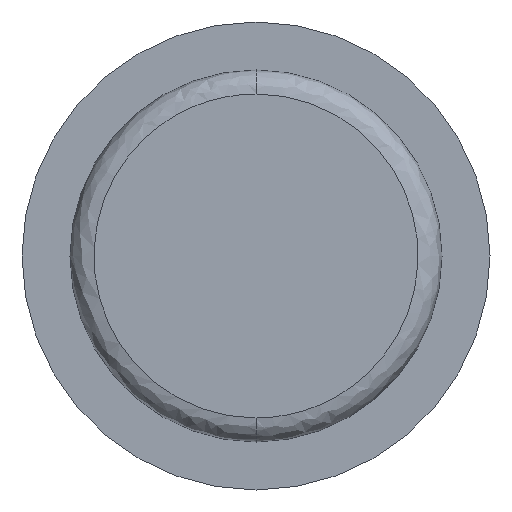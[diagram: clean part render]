
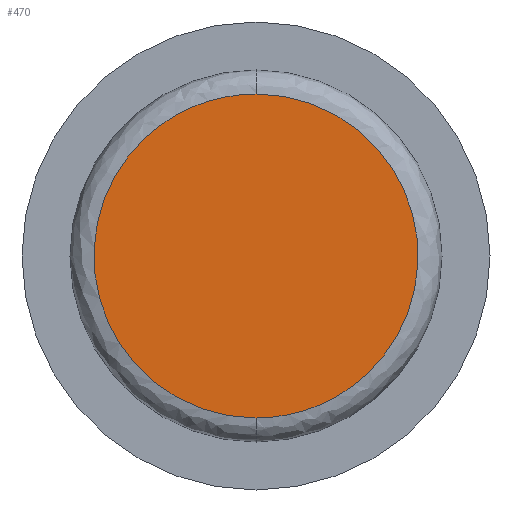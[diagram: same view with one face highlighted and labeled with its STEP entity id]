
A CAD part, front view. The second image highlights one B-rep face of the part: STEP entity #470.
In plain terms, the highlighted planar face has unit normal (0, -1, 0).
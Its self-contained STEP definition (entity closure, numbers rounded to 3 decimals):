
#12 = CARTESIAN_POINT ( 'NONE',  ( 0., -2., 13.5 ) ) ;
#19 = DIRECTION ( 'NONE',  ( 0., 0., -1. ) ) ;
#24 = FACE_OUTER_BOUND ( 'NONE', #98, .T. ) ;
#38 = CARTESIAN_POINT ( 'NONE',  ( 0., -2., 13.5 ) ) ;
#98 = EDGE_LOOP ( 'NONE', ( #134, #594 ) ) ;
#110 = VERTEX_POINT ( 'NONE', #490 ) ;
#134 = ORIENTED_EDGE ( 'NONE', *, *, #346, .F. ) ;
#141 = CARTESIAN_POINT ( 'NONE',  ( 0., -2., 13.5 ) ) ;
#181 = CARTESIAN_POINT ( 'NONE',  ( 27., -2., 13.5 ) ) ;
#197 =( BOUNDED_CURVE ( )  B_SPLINE_CURVE ( 3, ( #38, #181, #277, #471 ),
 .UNSPECIFIED., .F., .T. ) 
 B_SPLINE_CURVE_WITH_KNOTS ( ( 4, 4 ),
 ( 0., 0.5 ),
 .UNSPECIFIED. ) 
 CURVE ( )  GEOMETRIC_REPRESENTATION_ITEM ( )  RATIONAL_B_SPLINE_CURVE ( ( 1., 0.333, 0.333, 1. ) ) 
 REPRESENTATION_ITEM ( '' )  );
#238 = CARTESIAN_POINT ( 'NONE',  ( -27., -2., -13.5 ) ) ;
#277 = CARTESIAN_POINT ( 'NONE',  ( 27., -2., -13.5 ) ) ;
#338 = CARTESIAN_POINT ( 'NONE',  ( 0., -2., 6.75 ) ) ;
#346 = EDGE_CURVE ( 'NONE', #505, #110, #197, .T. ) ;
#365 = AXIS2_PLACEMENT_3D ( 'NONE', #338, #538, #19 ) ;
#415 = EDGE_CURVE ( 'NONE', #110, #505, #550, .T. ) ;
#430 = PLANE ( 'NONE',  #365 ) ;
#470 = ADVANCED_FACE ( 'NONE', ( #24 ), #430, .T. ) ;
#471 = CARTESIAN_POINT ( 'NONE',  ( 0., -2., -13.5 ) ) ;
#490 = CARTESIAN_POINT ( 'NONE',  ( 0., -2., -13.5 ) ) ;
#505 = VERTEX_POINT ( 'NONE', #12 ) ;
#527 = CARTESIAN_POINT ( 'NONE',  ( -27., -2., 13.5 ) ) ;
#538 = DIRECTION ( 'NONE',  ( 0., -1., 0. ) ) ;
#550 =( BOUNDED_CURVE ( )  B_SPLINE_CURVE ( 3, ( #619, #238, #527, #141 ),
 .UNSPECIFIED., .F., .T. ) 
 B_SPLINE_CURVE_WITH_KNOTS ( ( 4, 4 ),
 ( 0.5, 1. ),
 .UNSPECIFIED. ) 
 CURVE ( )  GEOMETRIC_REPRESENTATION_ITEM ( )  RATIONAL_B_SPLINE_CURVE ( ( 1., 0.333, 0.333, 1. ) ) 
 REPRESENTATION_ITEM ( '' )  );
#594 = ORIENTED_EDGE ( 'NONE', *, *, #415, .F. ) ;
#619 = CARTESIAN_POINT ( 'NONE',  ( 0., -2., -13.5 ) ) ;
